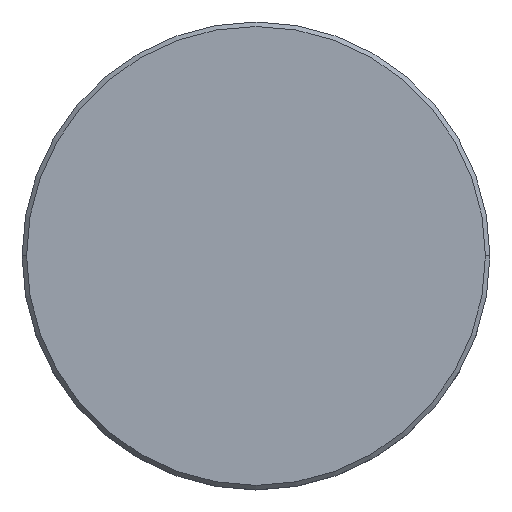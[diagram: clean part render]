
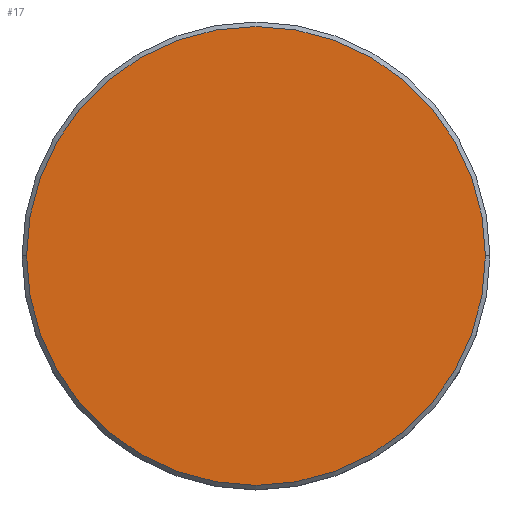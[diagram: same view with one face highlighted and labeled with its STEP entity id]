
A CAD part, top view. The second image highlights one B-rep face of the part: STEP entity #17.
In plain terms, the highlighted planar face has unit normal (0, 0, 1).
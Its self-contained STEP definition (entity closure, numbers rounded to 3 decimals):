
#17 = ADVANCED_FACE ( 'NONE', ( #467 ), #1171, .T. ) ;
#84 = EDGE_LOOP ( 'NONE', ( #216, #179 ) ) ;
#128 = CIRCLE ( 'NONE', #305, 25.5 ) ;
#179 = ORIENTED_EDGE ( 'NONE', *, *, #353, .T. ) ;
#216 = ORIENTED_EDGE ( 'NONE', *, *, #1164, .T. ) ;
#305 = AXIS2_PLACEMENT_3D ( 'NONE', #1056, #673, #849 ) ;
#353 = EDGE_CURVE ( 'NONE', #881, #736, #474, .T. ) ;
#378 = CARTESIAN_POINT ( 'NONE',  ( 25.5, 0., 0. ) ) ;
#461 = CARTESIAN_POINT ( 'NONE',  ( 0., 0., 0. ) ) ;
#467 = FACE_OUTER_BOUND ( 'NONE', #84, .T. ) ;
#474 = CIRCLE ( 'NONE', #872, 25.5 ) ;
#616 = CARTESIAN_POINT ( 'NONE',  ( 0., 0., 0. ) ) ;
#673 = DIRECTION ( 'NONE',  ( 0., 0., 1. ) ) ;
#736 = VERTEX_POINT ( 'NONE', #829 ) ;
#784 = DIRECTION ( 'NONE',  ( 1., 0., 0. ) ) ;
#798 = DIRECTION ( 'NONE',  ( 0., 0., 1. ) ) ;
#829 = CARTESIAN_POINT ( 'NONE',  ( -25.5, 0., 0. ) ) ;
#830 = DIRECTION ( 'NONE',  ( 1., 0., 0. ) ) ;
#834 = DIRECTION ( 'NONE',  ( 0., 0., 1. ) ) ;
#849 = DIRECTION ( 'NONE',  ( 1., 0., 0. ) ) ;
#872 = AXIS2_PLACEMENT_3D ( 'NONE', #616, #798, #784 ) ;
#881 = VERTEX_POINT ( 'NONE', #378 ) ;
#1056 = CARTESIAN_POINT ( 'NONE',  ( 0., 0., 0. ) ) ;
#1164 = EDGE_CURVE ( 'NONE', #736, #881, #128, .T. ) ;
#1171 = PLANE ( 'NONE',  #1177 ) ;
#1177 = AXIS2_PLACEMENT_3D ( 'NONE', #461, #834, #830 ) ;
